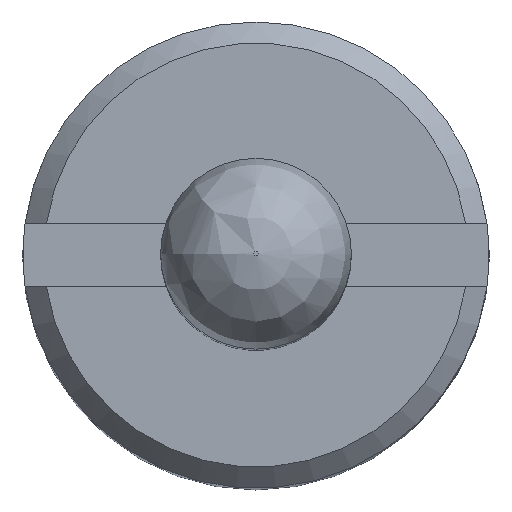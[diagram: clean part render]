
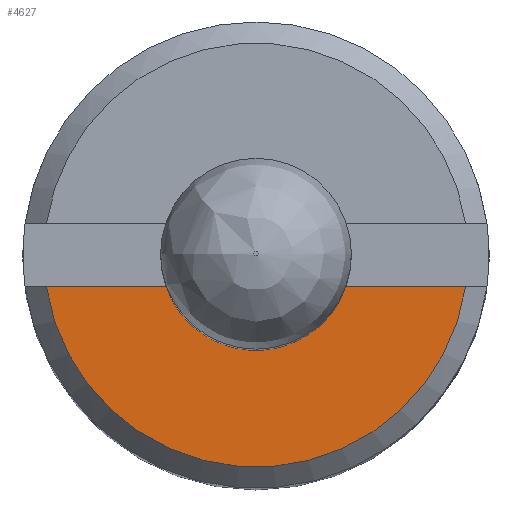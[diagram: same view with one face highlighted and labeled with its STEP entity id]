
A CAD part, top view. The second image highlights one B-rep face of the part: STEP entity #4627.
In plain terms, the highlighted face is planar.
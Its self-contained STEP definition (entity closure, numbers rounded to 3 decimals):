
#265=PLANE('',#4912);
#508=FACE_OUTER_BOUND('',#776,.T.);
#776=EDGE_LOOP('',(#4097,#4098,#4099,#4100));
#1118=CIRCLE('',#4897,4.5);
#1122=CIRCLE('',#4904,10.);
#1412=LINE('',#10874,#1711);
#1423=LINE('',#10914,#1722);
#1711=VECTOR('',#5597,10.);
#1722=VECTOR('',#5626,10.);
#2134=VERTEX_POINT('',#10864);
#2137=VERTEX_POINT('',#10870);
#2150=VERTEX_POINT('',#10911);
#2151=VERTEX_POINT('',#10913);
#2772=EDGE_CURVE('',#2134,#2137,#1412,.T.);
#2789=EDGE_CURVE('',#2151,#2150,#1423,.T.);
#2796=EDGE_CURVE('',#2134,#2150,#1118,.T.);
#2800=EDGE_CURVE('',#2137,#2151,#1122,.T.);
#4097=ORIENTED_EDGE('',*,*,#2789,.T.);
#4098=ORIENTED_EDGE('',*,*,#2796,.F.);
#4099=ORIENTED_EDGE('',*,*,#2772,.T.);
#4100=ORIENTED_EDGE('',*,*,#2800,.T.);
#4627=ADVANCED_FACE('',(#508),#265,.T.);
#4897=AXIS2_PLACEMENT_3D('',#10927,#5637,#5638);
#4904=AXIS2_PLACEMENT_3D('',#10935,#5651,#5652);
#4912=AXIS2_PLACEMENT_3D('',#10948,#5670,#5671);
#5597=DIRECTION('',(0.,0.,-1.));
#5626=DIRECTION('',(0.,0.,-1.));
#5637=DIRECTION('center_axis',(1.,0.,0.));
#5638=DIRECTION('ref_axis',(0.,1.,0.));
#5651=DIRECTION('center_axis',(1.,0.,0.));
#5652=DIRECTION('ref_axis',(0.,1.,0.));
#5670=DIRECTION('center_axis',(1.,0.,0.));
#5671=DIRECTION('ref_axis',(0.,0.,-1.));
#10864=CARTESIAN_POINT('',(226.,1.5,-4.243));
#10870=CARTESIAN_POINT('',(226.,1.5,-9.887));
#10874=CARTESIAN_POINT('',(226.,1.5,-5.5));
#10911=CARTESIAN_POINT('',(226.,1.5,4.243));
#10913=CARTESIAN_POINT('',(226.,1.5,9.887));
#10914=CARTESIAN_POINT('',(226.,1.5,-5.5));
#10927=CARTESIAN_POINT('Origin',(226.,0.,0.));
#10935=CARTESIAN_POINT('Origin',(226.,0.,0.));
#10948=CARTESIAN_POINT('Origin',(226.,7.25,0.));
